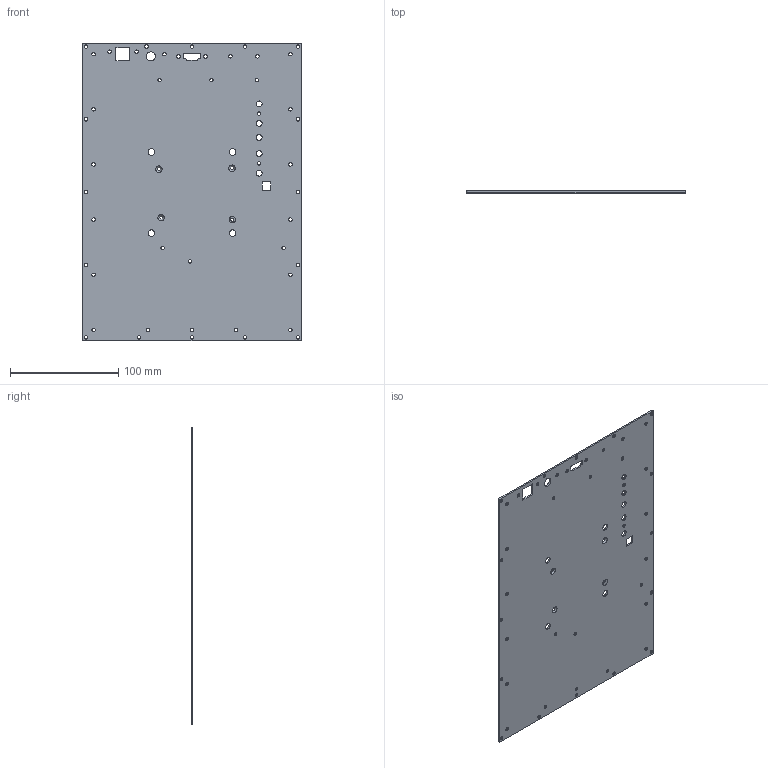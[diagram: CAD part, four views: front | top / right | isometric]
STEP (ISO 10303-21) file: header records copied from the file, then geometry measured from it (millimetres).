
FILE_DESCRIPTION(/* description */ (''),/* implementation_level */ '2;1');
FILE_NAME(/* name */ 'Bottom.step',/* time_stamp */ '2021-06-13T16:36:05+03:00',/* author */ (''),/* organization */ (''),/* preprocessor_version */ 'ST-DEVELOPER v18.1',/* originating_system */ 'Autodesk Translation Framework v10.9.0.1377',/* authorisation */ '');
FILE_SCHEMA (('AUTOMOTIVE_DESIGN { 1 0 10303 214 3 1 1 }'));
Length unit declared in the file: millimetre
Products named in the file (1): Bottom
Bounding box: 202 x 1.5 x 275.07 mm (x, y, z)
Volume: 81797.1 mm3; surface area: 111760.3 mm2
Topology: 1 solids, 1 shells, 100 faces, 298 edges, 196 vertices
Faces by surface type: cylinder 72, plane 24, cone 4
Full cylindrical faces by diameter (mm): 3.2 x46, 5.5 x5, 6 x4, 8.5 x1
Entity records: 3738 total; most frequent: DIRECTION 660, ORIENTED_EDGE 596, CARTESIAN_POINT 595, EDGE_CURVE 298, AXIS2_PLACEMENT_3D 261, EDGE_LOOP 226, VERTEX_POINT 196, CIRCLE 160
